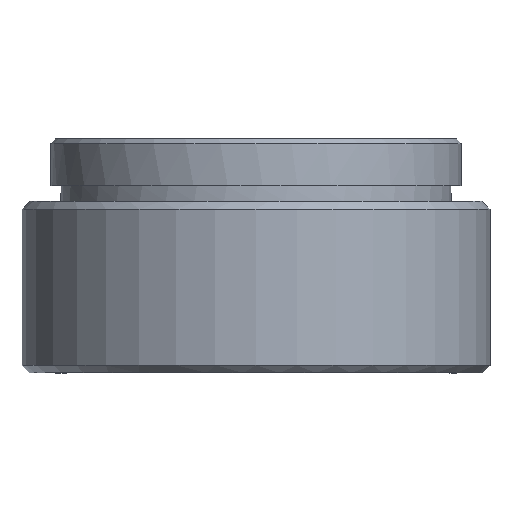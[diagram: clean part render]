
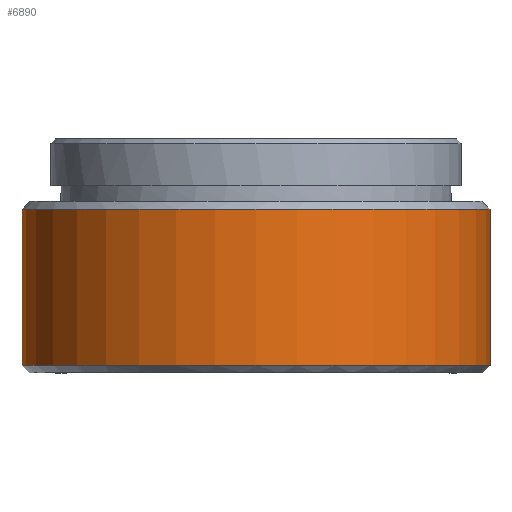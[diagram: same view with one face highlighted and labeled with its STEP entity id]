
A CAD part, front view. The second image highlights one B-rep face of the part: STEP entity #6890.
In plain terms, the highlighted cylindrical face has radius 15 mm (diameter 30 mm), a partial arc.
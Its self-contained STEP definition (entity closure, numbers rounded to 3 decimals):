
#1538 = DIRECTION ( 'NONE',  ( 0., 0., 1. ) ) ;
#3816 = ORIENTED_EDGE ( 'NONE', *, *, #8944, .F. ) ;
#4246 = EDGE_CURVE ( 'NONE', #17692, #7746, #14125, .T. ) ;
#5304 = CARTESIAN_POINT ( 'NONE',  ( 11.593, 2.686, 33.003 ) ) ;
#5455 = CARTESIAN_POINT ( 'NONE',  ( -3.407, 2.686, 23.002 ) ) ;
#5654 = DIRECTION ( 'NONE',  ( 0., 0., -1. ) ) ;
#6277 = EDGE_LOOP ( 'NONE', ( #7749, #3816, #6903, #9619 ) ) ;
#6890 = ADVANCED_FACE ( 'NONE', ( #10223 ), #13963, .T. ) ;
#6903 = ORIENTED_EDGE ( 'NONE', *, *, #7316, .T. ) ;
#7106 = DIRECTION ( 'NONE',  ( -1., 0., 0. ) ) ;
#7152 = EDGE_CURVE ( 'NONE', #7746, #7603, #16434, .T. ) ;
#7316 = EDGE_CURVE ( 'NONE', #12193, #7603, #20546, .T. ) ;
#7550 = CARTESIAN_POINT ( 'NONE',  ( -3.407, 2.686, 33.003 ) ) ;
#7603 = VERTEX_POINT ( 'NONE', #22034 ) ;
#7746 = VERTEX_POINT ( 'NONE', #21765 ) ;
#7749 = ORIENTED_EDGE ( 'NONE', *, *, #4246, .F. ) ;
#7755 = AXIS2_PLACEMENT_3D ( 'NONE', #5455, #17362, #7106 ) ;
#8235 = CARTESIAN_POINT ( 'NONE',  ( 11.593, 2.686, 33.003 ) ) ;
#8384 = DIRECTION ( 'NONE',  ( 0., 0., -1. ) ) ;
#8944 = EDGE_CURVE ( 'NONE', #12193, #17692, #13726, .T. ) ;
#9619 = ORIENTED_EDGE ( 'NONE', *, *, #7152, .F. ) ;
#10223 = FACE_OUTER_BOUND ( 'NONE', #6277, .T. ) ;
#10502 = CARTESIAN_POINT ( 'NONE',  ( -18.407, 2.686, 33.003 ) ) ;
#11694 = CARTESIAN_POINT ( 'NONE',  ( -3.407, 2.686, 33.003 ) ) ;
#12193 = VERTEX_POINT ( 'NONE', #10502 ) ;
#13445 = DIRECTION ( 'NONE',  ( -1., 0., 0. ) ) ;
#13726 = CIRCLE ( 'NONE', #15061, 15. ) ;
#13963 = CYLINDRICAL_SURFACE ( 'NONE', #14435, 15. ) ;
#14125 = LINE ( 'NONE', #8235, #14669 ) ;
#14435 = AXIS2_PLACEMENT_3D ( 'NONE', #7550, #17781, #17820 ) ;
#14669 = VECTOR ( 'NONE', #8384, 1000. ) ;
#15061 = AXIS2_PLACEMENT_3D ( 'NONE', #11694, #1538, #13445 ) ;
#15834 = CARTESIAN_POINT ( 'NONE',  ( -18.407, 2.686, 33.003 ) ) ;
#16434 = CIRCLE ( 'NONE', #7755, 15. ) ;
#17362 = DIRECTION ( 'NONE',  ( 0., 0., -1. ) ) ;
#17692 = VERTEX_POINT ( 'NONE', #5304 ) ;
#17781 = DIRECTION ( 'NONE',  ( 0., 0., -1. ) ) ;
#17820 = DIRECTION ( 'NONE',  ( -1., 0., 0. ) ) ;
#18634 = VECTOR ( 'NONE', #5654, 1000. ) ;
#20546 = LINE ( 'NONE', #15834, #18634 ) ;
#21765 = CARTESIAN_POINT ( 'NONE',  ( 11.593, 2.686, 23.002 ) ) ;
#22034 = CARTESIAN_POINT ( 'NONE',  ( -18.407, 2.686, 23.002 ) ) ;
